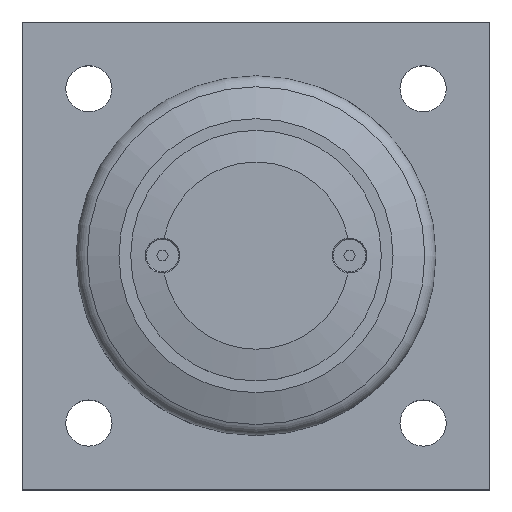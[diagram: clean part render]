
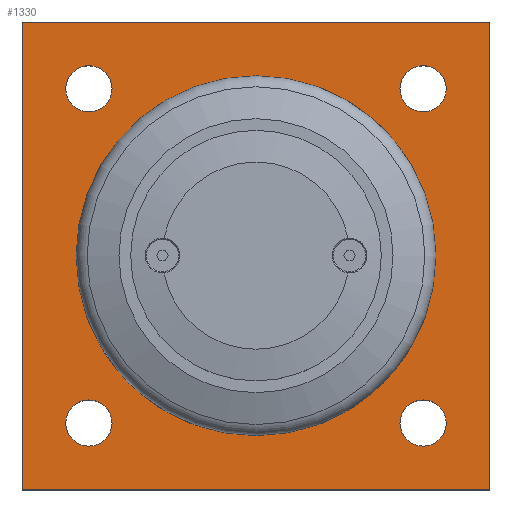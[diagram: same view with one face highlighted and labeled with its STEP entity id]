
A CAD part, top view. The second image highlights one B-rep face of the part: STEP entity #1330.
In plain terms, the highlighted planar face has unit normal (0, 0, 1).
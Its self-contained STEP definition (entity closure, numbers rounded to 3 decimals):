
#56=FACE_BOUND('',#191,.T.);
#57=FACE_BOUND('',#192,.T.);
#58=FACE_BOUND('',#193,.T.);
#59=FACE_BOUND('',#194,.T.);
#60=FACE_BOUND('',#195,.T.);
#81=PLANE('',#1426);
#118=FACE_OUTER_BOUND('',#190,.T.);
#190=EDGE_LOOP('',(#875,#876,#877,#878));
#191=EDGE_LOOP('',(#879));
#192=EDGE_LOOP('',(#880,#881));
#193=EDGE_LOOP('',(#882,#883));
#194=EDGE_LOOP('',(#884,#885));
#195=EDGE_LOOP('',(#886,#887));
#287=LINE('',#2023,#366);
#288=LINE('',#2025,#367);
#289=LINE('',#2027,#368);
#290=LINE('',#2028,#369);
#366=VECTOR('',#1605,10.);
#367=VECTOR('',#1606,10.);
#368=VECTOR('',#1607,10.);
#369=VECTOR('',#1608,10.);
#448=CIRCLE('',#1427,35.);
#449=CIRCLE('',#1428,6.918);
#450=CIRCLE('',#1429,6.918);
#451=CIRCLE('',#1430,6.918);
#452=CIRCLE('',#1431,6.918);
#453=CIRCLE('',#1432,6.918);
#454=CIRCLE('',#1433,6.918);
#455=CIRCLE('',#1434,6.918);
#456=CIRCLE('',#1435,6.918);
#546=VERTEX_POINT('',#2021);
#547=VERTEX_POINT('',#2022);
#548=VERTEX_POINT('',#2024);
#549=VERTEX_POINT('',#2026);
#550=VERTEX_POINT('',#2029);
#551=VERTEX_POINT('',#2031);
#552=VERTEX_POINT('',#2032);
#553=VERTEX_POINT('',#2035);
#554=VERTEX_POINT('',#2036);
#555=VERTEX_POINT('',#2039);
#556=VERTEX_POINT('',#2040);
#557=VERTEX_POINT('',#2043);
#558=VERTEX_POINT('',#2044);
#684=EDGE_CURVE('',#546,#547,#287,.T.);
#685=EDGE_CURVE('',#548,#546,#288,.T.);
#686=EDGE_CURVE('',#549,#548,#289,.T.);
#687=EDGE_CURVE('',#547,#549,#290,.T.);
#688=EDGE_CURVE('',#550,#550,#448,.T.);
#689=EDGE_CURVE('',#551,#552,#449,.T.);
#690=EDGE_CURVE('',#552,#551,#450,.T.);
#691=EDGE_CURVE('',#553,#554,#451,.T.);
#692=EDGE_CURVE('',#554,#553,#452,.T.);
#693=EDGE_CURVE('',#555,#556,#453,.T.);
#694=EDGE_CURVE('',#556,#555,#454,.T.);
#695=EDGE_CURVE('',#557,#558,#455,.T.);
#696=EDGE_CURVE('',#558,#557,#456,.T.);
#875=ORIENTED_EDGE('',*,*,#684,.F.);
#876=ORIENTED_EDGE('',*,*,#685,.F.);
#877=ORIENTED_EDGE('',*,*,#686,.F.);
#878=ORIENTED_EDGE('',*,*,#687,.F.);
#879=ORIENTED_EDGE('',*,*,#688,.T.);
#880=ORIENTED_EDGE('',*,*,#689,.T.);
#881=ORIENTED_EDGE('',*,*,#690,.T.);
#882=ORIENTED_EDGE('',*,*,#691,.T.);
#883=ORIENTED_EDGE('',*,*,#692,.T.);
#884=ORIENTED_EDGE('',*,*,#693,.T.);
#885=ORIENTED_EDGE('',*,*,#694,.T.);
#886=ORIENTED_EDGE('',*,*,#695,.T.);
#887=ORIENTED_EDGE('',*,*,#696,.T.);
#1330=ADVANCED_FACE('',(#118,#56,#57,#58,#59,#60),#81,.T.);
#1426=AXIS2_PLACEMENT_3D('',#2020,#1603,#1604);
#1427=AXIS2_PLACEMENT_3D('',#2030,#1609,#1610);
#1428=AXIS2_PLACEMENT_3D('',#2033,#1611,#1612);
#1429=AXIS2_PLACEMENT_3D('',#2034,#1613,#1614);
#1430=AXIS2_PLACEMENT_3D('',#2037,#1615,#1616);
#1431=AXIS2_PLACEMENT_3D('',#2038,#1617,#1618);
#1432=AXIS2_PLACEMENT_3D('',#2041,#1619,#1620);
#1433=AXIS2_PLACEMENT_3D('',#2042,#1621,#1622);
#1434=AXIS2_PLACEMENT_3D('',#2045,#1623,#1624);
#1435=AXIS2_PLACEMENT_3D('',#2046,#1625,#1626);
#1603=DIRECTION('center_axis',(0.,0.,1.));
#1604=DIRECTION('ref_axis',(1.,0.,0.));
#1605=DIRECTION('',(0.,1.,0.));
#1606=DIRECTION('',(-1.,0.,0.));
#1607=DIRECTION('',(0.,-1.,0.));
#1608=DIRECTION('',(1.,0.,0.));
#1609=DIRECTION('center_axis',(0.,0.,-1.));
#1610=DIRECTION('ref_axis',(-1.,0.,0.));
#1611=DIRECTION('center_axis',(0.,0.,-1.));
#1612=DIRECTION('ref_axis',(1.,0.,0.));
#1613=DIRECTION('center_axis',(0.,0.,-1.));
#1614=DIRECTION('ref_axis',(1.,0.,0.));
#1615=DIRECTION('center_axis',(0.,0.,-1.));
#1616=DIRECTION('ref_axis',(1.,0.,0.));
#1617=DIRECTION('center_axis',(0.,0.,-1.));
#1618=DIRECTION('ref_axis',(1.,0.,0.));
#1619=DIRECTION('center_axis',(0.,0.,-1.));
#1620=DIRECTION('ref_axis',(1.,0.,0.));
#1621=DIRECTION('center_axis',(0.,0.,-1.));
#1622=DIRECTION('ref_axis',(1.,0.,0.));
#1623=DIRECTION('center_axis',(0.,0.,-1.));
#1624=DIRECTION('ref_axis',(1.,0.,0.));
#1625=DIRECTION('center_axis',(0.,0.,-1.));
#1626=DIRECTION('ref_axis',(1.,0.,0.));
#2020=CARTESIAN_POINT('Origin',(70.,70.,20.));
#2021=CARTESIAN_POINT('',(0.,0.,20.));
#2022=CARTESIAN_POINT('',(0.,140.,20.));
#2023=CARTESIAN_POINT('',(0.,140.,20.));
#2024=CARTESIAN_POINT('',(140.,0.,20.));
#2025=CARTESIAN_POINT('',(0.,0.,20.));
#2026=CARTESIAN_POINT('',(140.,140.,20.));
#2027=CARTESIAN_POINT('',(140.,0.,20.));
#2028=CARTESIAN_POINT('',(140.,140.,20.));
#2029=CARTESIAN_POINT('',(105.,70.,20.));
#2030=CARTESIAN_POINT('Origin',(70.,70.,20.));
#2031=CARTESIAN_POINT('',(26.917,20.,20.));
#2032=CARTESIAN_POINT('',(13.082,20.,20.));
#2033=CARTESIAN_POINT('Origin',(20.,20.,20.));
#2034=CARTESIAN_POINT('Origin',(20.,20.,20.));
#2035=CARTESIAN_POINT('',(126.918,20.,20.));
#2036=CARTESIAN_POINT('',(113.083,20.,20.));
#2037=CARTESIAN_POINT('Origin',(120.,20.,20.));
#2038=CARTESIAN_POINT('Origin',(120.,20.,20.));
#2039=CARTESIAN_POINT('',(126.918,120.,20.));
#2040=CARTESIAN_POINT('',(113.083,120.,20.));
#2041=CARTESIAN_POINT('Origin',(120.,120.,20.));
#2042=CARTESIAN_POINT('Origin',(120.,120.,20.));
#2043=CARTESIAN_POINT('',(26.917,120.,20.));
#2044=CARTESIAN_POINT('',(13.082,120.,20.));
#2045=CARTESIAN_POINT('Origin',(20.,120.,20.));
#2046=CARTESIAN_POINT('Origin',(20.,120.,20.));
